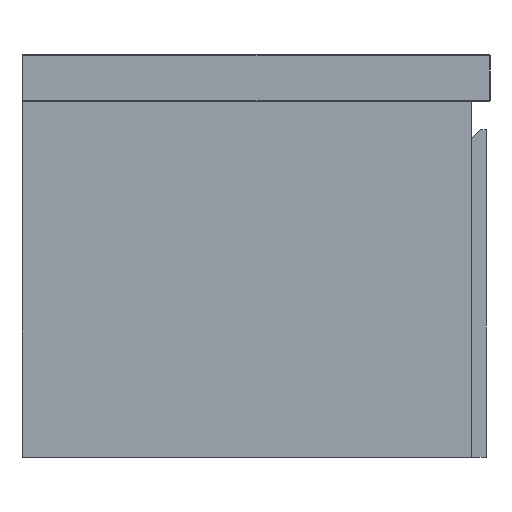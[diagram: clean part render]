
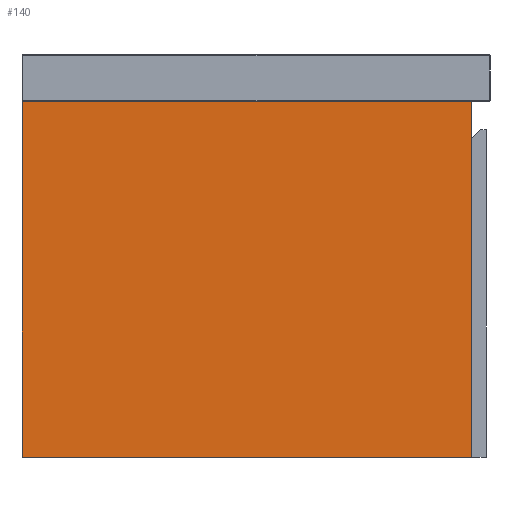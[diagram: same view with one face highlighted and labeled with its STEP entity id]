
A CAD part, left-side view. The second image highlights one B-rep face of the part: STEP entity #140.
In plain terms, the highlighted planar face has unit normal (-1, 0, 0).
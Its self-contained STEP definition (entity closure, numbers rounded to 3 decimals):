
#140=ADVANCED_FACE('',(#192),#783,.T.);
#192=FACE_OUTER_BOUND('',#244,.T.);
#244=EDGE_LOOP('',(#412,#413,#414,#415));
#412=ORIENTED_EDGE('',*,*,#554,.F.);
#413=ORIENTED_EDGE('',*,*,#541,.T.);
#414=ORIENTED_EDGE('',*,*,#552,.T.);
#415=ORIENTED_EDGE('',*,*,#553,.F.);
#541=EDGE_CURVE('',#725,#724,#647,.T.);
#552=EDGE_CURVE('',#724,#732,#658,.T.);
#553=EDGE_CURVE('',#733,#732,#659,.T.);
#554=EDGE_CURVE('',#725,#733,#660,.T.);
#647=B_SPLINE_CURVE_WITH_KNOTS('',1,(#1580,#1581),.UNSPECIFIED.,.F.,.F.,
(2,2),(-380.,0.),.UNSPECIFIED.);
#658=B_SPLINE_CURVE_WITH_KNOTS('',1,(#1602,#1603),.UNSPECIFIED.,.F.,.F.,
(2,2),(-480.,0.),.UNSPECIFIED.);
#659=B_SPLINE_CURVE_WITH_KNOTS('',1,(#1604,#1605),.UNSPECIFIED.,.F.,.F.,
(2,2),(-380.,0.),.UNSPECIFIED.);
#660=B_SPLINE_CURVE_WITH_KNOTS('',1,(#1606,#1607),.UNSPECIFIED.,.F.,.F.,
(2,2),(-480.,0.),.UNSPECIFIED.);
#724=VERTEX_POINT('',#1560);
#725=VERTEX_POINT('',#1561);
#732=VERTEX_POINT('',#1568);
#733=VERTEX_POINT('',#1569);
#783=PLANE('',#956);
#956=AXIS2_PLACEMENT_3D('',#1549,#1023,$);
#1023=DIRECTION('',(-1.,0.,0.));
#1549=CARTESIAN_POINT('',(-444.,-228.,528.));
#1560=CARTESIAN_POINT('',(-444.,190.,480.));
#1561=CARTESIAN_POINT('',(-444.,-190.,480.));
#1568=CARTESIAN_POINT('',(-444.,190.,0.));
#1569=CARTESIAN_POINT('',(-444.,-190.,0.));
#1580=CARTESIAN_POINT('',(-444.,-190.,480.));
#1581=CARTESIAN_POINT('',(-444.,190.,480.));
#1602=CARTESIAN_POINT('',(-444.,190.,480.));
#1603=CARTESIAN_POINT('',(-444.,190.,0.));
#1604=CARTESIAN_POINT('',(-444.,-190.,0.));
#1605=CARTESIAN_POINT('',(-444.,190.,0.));
#1606=CARTESIAN_POINT('',(-444.,-190.,480.));
#1607=CARTESIAN_POINT('',(-444.,-190.,0.));
